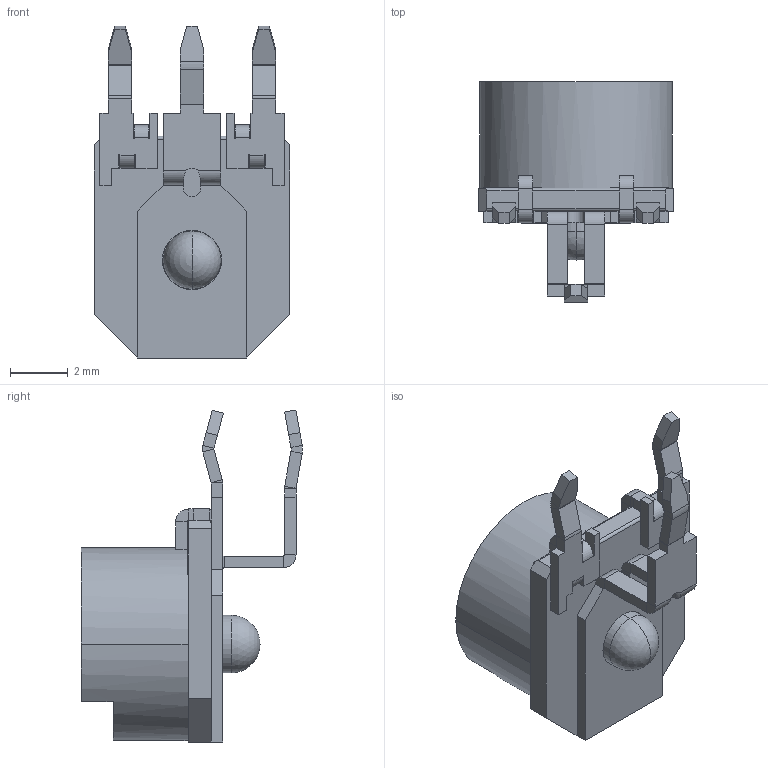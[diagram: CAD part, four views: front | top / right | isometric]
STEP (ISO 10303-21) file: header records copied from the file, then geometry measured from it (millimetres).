
FILE_DESCRIPTION((''),'2;1');
FILE_NAME('36K_SW0001','2013-05-20T',('BMozley'),(''),'PRO/ENGINEER BY PARAMETRIC TECHNOLOGY CORPORATION, 2013050','PRO/ENGINEER BY PARAMETRIC TECHNOLOGY CORPORATION, 2013050','');
FILE_SCHEMA(('CONFIG_CONTROL_DESIGN'));
Length unit declared in the file: millimetre
Products named in the file (1): 36K_SW0001
Bounding box: 6.8 x 7.68 x 11.53 mm (x, y, z)
Volume: 177.3 mm3; surface area: 309.1 mm2
Topology: 1 solids, 1 shells, 277 faces, 684 edges, 400 vertices
Faces by surface type: plane 213, cylinder 58, sphere 4, bspline 2
Entity records: 8117 total; most frequent: CARTESIAN_POINT 1518, DIRECTION 1366, ORIENTED_EDGE 1364, EDGE_CURVE 682, VECTOR 524, LINE 524, AXIS2_PLACEMENT_3D 421, VERTEX_POINT 400
